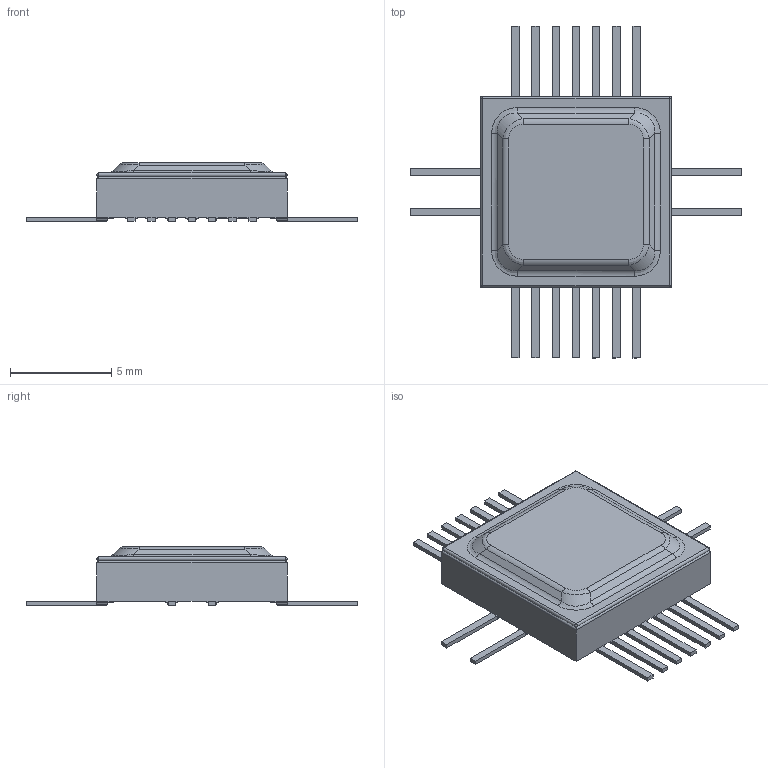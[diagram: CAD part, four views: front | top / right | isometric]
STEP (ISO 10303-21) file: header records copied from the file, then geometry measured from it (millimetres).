
FILE_DESCRIPTION (( 'STEP AP214' ), '1' );
FILE_NAME ('ﾍ09.18-1ﾂﾍ.STEP', '2016-10-04T18:37:23', ( '' ), ( '' ), 'SwSTEP 2.0', 'SolidWorks 2014', '' );
FILE_SCHEMA (( 'AUTOMOTIVE_DESIGN' ));
Length unit declared in the file: millimetre
Products named in the file (2): ﾍ09.18-1ﾂﾍ
Bounding box: 16.4 x 16.4 x 2.9 mm (x, y, z)
Volume: 227.7 mm3; surface area: 345.2 mm2
Topology: 1 solids, 1 shells, 286 faces, 786 edges, 497 vertices
Faces by surface type: plane 197, cylinder 70, bspline 19
Entity records: 12998 total; most frequent: CARTESIAN_POINT 2822, ORIENTED_EDGE 1558, DIRECTION 1299, EDGE_CURVE 779, VECTOR 653, LINE 653, VERTEX_POINT 497, AXIS2_PLACEMENT_3D 323
